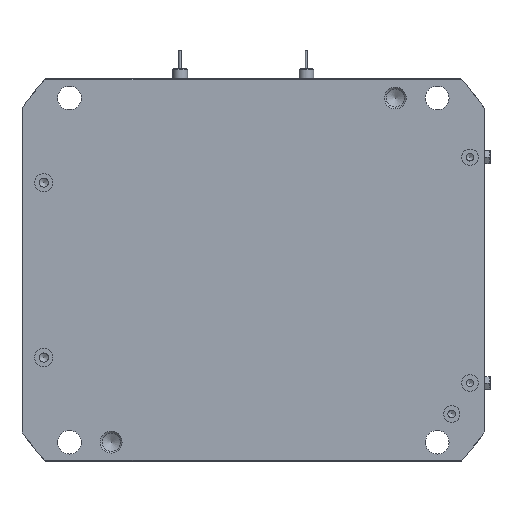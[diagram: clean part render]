
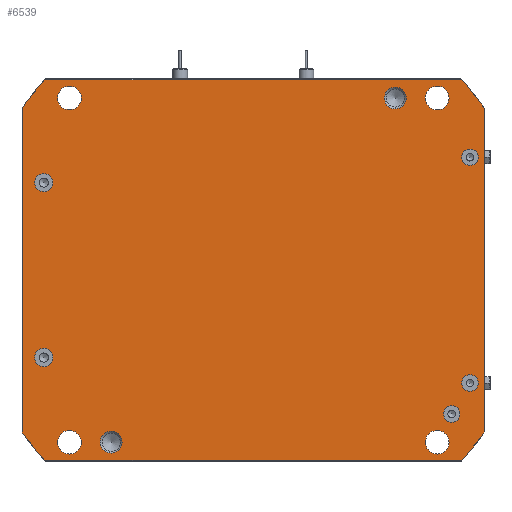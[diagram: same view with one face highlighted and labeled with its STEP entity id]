
A CAD part, front view. The second image highlights one B-rep face of the part: STEP entity #6539.
In plain terms, the highlighted planar face has unit normal (0, -1, 0).
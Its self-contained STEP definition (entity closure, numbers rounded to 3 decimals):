
#5553=CARTESIAN_POINT('',(-78.,0.0,-100.5));
#5554=VERTEX_POINT('',#5553);
#5555=CARTESIAN_POINT('',(-78.,0.0,-94.5));
#5556=DIRECTION('',(0.0,-1.0,0.0));
#5557=DIRECTION('',(0.0,0.0,-1.0));
#5558=AXIS2_PLACEMENT_3D('',#5555,#5556,#5557);
#5559=CIRCLE('',#5558,6.);
#5560=EDGE_CURVE('',#5554,#5554,#5559,.T.);
#5610=CARTESIAN_POINT('',(78.,0.0,88.5));
#5611=VERTEX_POINT('',#5610);
#5612=CARTESIAN_POINT('',(78.,0.0,94.5));
#5613=DIRECTION('',(0.0,-1.0,0.0));
#5614=DIRECTION('',(0.0,0.0,-1.0));
#5615=AXIS2_PLACEMENT_3D('',#5612,#5613,#5614);
#5616=CIRCLE('',#5615,6.);
#5617=EDGE_CURVE('',#5611,#5611,#5616,.T.);
#5667=CARTESIAN_POINT('',(109.,0.0,-83.5));
#5668=VERTEX_POINT('',#5667);
#5669=CARTESIAN_POINT('',(109.,0.0,-79.));
#5670=DIRECTION('',(0.0,-1.0,0.0));
#5671=DIRECTION('',(0.0,0.0,-1.0));
#5672=AXIS2_PLACEMENT_3D('',#5669,#5670,#5671);
#5673=CIRCLE('',#5672,4.5);
#5674=EDGE_CURVE('',#5668,#5668,#5673,.T.);
#5695=CARTESIAN_POINT('',(119.,0.0,-66.5));
#5696=VERTEX_POINT('',#5695);
#5697=CARTESIAN_POINT('',(119.,0.0,-62.));
#5698=DIRECTION('',(0.0,-1.0,0.0));
#5699=DIRECTION('',(0.0,0.0,-1.0));
#5700=AXIS2_PLACEMENT_3D('',#5697,#5698,#5699);
#5701=CIRCLE('',#5700,4.5);
#5702=EDGE_CURVE('',#5696,#5696,#5701,.T.);
#5723=CARTESIAN_POINT('',(119.,0.0,57.5));
#5724=VERTEX_POINT('',#5723);
#5725=CARTESIAN_POINT('',(119.,0.0,62.));
#5726=DIRECTION('',(0.0,-1.0,0.0));
#5727=DIRECTION('',(0.0,0.0,-1.0));
#5728=AXIS2_PLACEMENT_3D('',#5725,#5726,#5727);
#5729=CIRCLE('',#5728,4.5);
#5730=EDGE_CURVE('',#5724,#5724,#5729,.T.);
#5751=CARTESIAN_POINT('',(-115.,0.0,-53.));
#5752=VERTEX_POINT('',#5751);
#5753=CARTESIAN_POINT('',(-115.,0.0,-48.));
#5754=DIRECTION('',(0.0,-1.0,0.0));
#5755=DIRECTION('',(0.0,0.0,-1.0));
#5756=AXIS2_PLACEMENT_3D('',#5753,#5754,#5755);
#5757=CIRCLE('',#5756,5.);
#5758=EDGE_CURVE('',#5752,#5752,#5757,.T.);
#5779=CARTESIAN_POINT('',(-115.,0.0,43.));
#5780=VERTEX_POINT('',#5779);
#5781=CARTESIAN_POINT('',(-115.,0.0,48.));
#5782=DIRECTION('',(0.0,-1.0,0.0));
#5783=DIRECTION('',(0.0,0.0,-1.0));
#5784=AXIS2_PLACEMENT_3D('',#5781,#5782,#5783);
#5785=CIRCLE('',#5784,5.);
#5786=EDGE_CURVE('',#5780,#5780,#5785,.T.);
#5796=CARTESIAN_POINT('',(-101.,0.0,-88.));
#5797=VERTEX_POINT('',#5796);
#5798=CARTESIAN_POINT('',(-101.,0.0,-94.5));
#5799=DIRECTION('',(0.0,1.0,0.0));
#5800=DIRECTION('',(0.0,0.0,1.0));
#5801=AXIS2_PLACEMENT_3D('',#5798,#5799,#5800);
#5802=CIRCLE('',#5801,6.5);
#5803=EDGE_CURVE('',#5797,#5797,#5802,.T.);
#5824=CARTESIAN_POINT('',(101.,0.0,101.));
#5825=VERTEX_POINT('',#5824);
#5826=CARTESIAN_POINT('',(101.,0.0,94.5));
#5827=DIRECTION('',(0.0,1.0,0.0));
#5828=DIRECTION('',(0.0,0.0,1.0));
#5829=AXIS2_PLACEMENT_3D('',#5826,#5827,#5828);
#5830=CIRCLE('',#5829,6.5);
#5831=EDGE_CURVE('',#5825,#5825,#5830,.T.);
#5852=CARTESIAN_POINT('',(101.,0.0,-88.));
#5853=VERTEX_POINT('',#5852);
#5854=CARTESIAN_POINT('',(101.,0.0,-94.5));
#5855=DIRECTION('',(0.0,1.0,0.0));
#5856=DIRECTION('',(0.0,0.0,1.0));
#5857=AXIS2_PLACEMENT_3D('',#5854,#5855,#5856);
#5858=CIRCLE('',#5857,6.5);
#5859=EDGE_CURVE('',#5853,#5853,#5858,.T.);
#5880=CARTESIAN_POINT('',(-101.,0.0,101.));
#5881=VERTEX_POINT('',#5880);
#5882=CARTESIAN_POINT('',(-101.,0.0,94.5));
#5883=DIRECTION('',(0.0,1.0,0.0));
#5884=DIRECTION('',(0.0,0.0,1.0));
#5885=AXIS2_PLACEMENT_3D('',#5882,#5883,#5884);
#5886=CIRCLE('',#5885,6.5);
#5887=EDGE_CURVE('',#5881,#5881,#5886,.T.);
#6181=CARTESIAN_POINT('',(127.,0.0,88.859));
#6182=VERTEX_POINT('',#6181);
#6189=CARTESIAN_POINT('',(127.,0.0,-88.859));
#6190=VERTEX_POINT('',#6189);
#6191=CARTESIAN_POINT('',(127.,0.0,88.859));
#6192=DIRECTION('',(0.0,0.0,-1.0));
#6193=VECTOR('',#6192,177.719);
#6194=LINE('',#6191,#6193);
#6195=EDGE_CURVE('',#6182,#6190,#6194,.T.);
#6256=CARTESIAN_POINT('',(114.476,0.,-104.5));
#6257=VERTEX_POINT('',#6256);
#6258=CARTESIAN_POINT('',(0.0,0.0,0.0));
#6259=DIRECTION('',(0.0,1.0,0.0));
#6260=DIRECTION('',(0.0,0.0,1.0));
#6261=AXIS2_PLACEMENT_3D('',#6258,#6259,#6260);
#6262=CIRCLE('',#6261,155.0);
#6263=EDGE_CURVE('',#6190,#6257,#6262,.T.);
#6280=CARTESIAN_POINT('',(-127.,0.0,-88.859));
#6281=VERTEX_POINT('',#6280);
#6307=CARTESIAN_POINT('',(-114.476,0.,-104.5));
#6308=VERTEX_POINT('',#6307);
#6316=CARTESIAN_POINT('',(0.0,0.0,0.0));
#6317=DIRECTION('',(0.0,1.0,0.0));
#6318=DIRECTION('',(0.0,0.0,1.0));
#6319=AXIS2_PLACEMENT_3D('',#6316,#6317,#6318);
#6320=CIRCLE('',#6319,155.0);
#6321=EDGE_CURVE('',#6308,#6281,#6320,.T.);
#6349=CARTESIAN_POINT('',(114.476,0.0,104.5));
#6350=VERTEX_POINT('',#6349);
#6358=CARTESIAN_POINT('',(0.0,0.0,0.0));
#6359=DIRECTION('',(0.0,1.0,0.0));
#6360=DIRECTION('',(0.0,0.0,1.0));
#6361=AXIS2_PLACEMENT_3D('',#6358,#6359,#6360);
#6362=CIRCLE('',#6361,155.0);
#6363=EDGE_CURVE('',#6350,#6182,#6362,.T.);
#6392=CARTESIAN_POINT('',(-127.,0.0,88.859));
#6393=VERTEX_POINT('',#6392);
#6400=CARTESIAN_POINT('',(-114.476,0.0,104.5));
#6401=VERTEX_POINT('',#6400);
#6402=CARTESIAN_POINT('',(0.0,0.0,0.0));
#6403=DIRECTION('',(0.0,1.0,0.0));
#6404=DIRECTION('',(0.0,0.0,1.0));
#6405=AXIS2_PLACEMENT_3D('',#6402,#6403,#6404);
#6406=CIRCLE('',#6405,155.0);
#6407=EDGE_CURVE('',#6393,#6401,#6406,.T.);
#6472=CARTESIAN_POINT('',(114.476,0.0,104.5));
#6473=DIRECTION('',(-1.0,0.0,0.0));
#6474=VECTOR('',#6473,228.952);
#6475=LINE('',#6472,#6474);
#6476=EDGE_CURVE('',#6350,#6401,#6475,.T.);
#6481=CARTESIAN_POINT('',(127.,0.0,104.5));
#6482=DIRECTION('',(0.0,1.0,0.0));
#6483=DIRECTION('',(0.0,0.0,1.0));
#6484=AXIS2_PLACEMENT_3D('',#6481,#6482,#6483);
#6485=PLANE('',#6484);
#6486=ORIENTED_EDGE('',*,*,#6363,.F.);
#6487=ORIENTED_EDGE('',*,*,#6476,.T.);
#6488=ORIENTED_EDGE('',*,*,#6407,.F.);
#6489=CARTESIAN_POINT('',(-127.,0.0,88.859));
#6490=DIRECTION('',(0.0,0.0,-1.0));
#6491=VECTOR('',#6490,177.719);
#6492=LINE('',#6489,#6491);
#6493=EDGE_CURVE('',#6393,#6281,#6492,.T.);
#6494=ORIENTED_EDGE('',*,*,#6493,.T.);
#6495=ORIENTED_EDGE('',*,*,#6321,.F.);
#6496=CARTESIAN_POINT('',(114.476,0.0,-104.5));
#6497=DIRECTION('',(-1.0,0.0,0.0));
#6498=VECTOR('',#6497,228.952);
#6499=LINE('',#6496,#6498);
#6500=EDGE_CURVE('',#6257,#6308,#6499,.T.);
#6501=ORIENTED_EDGE('',*,*,#6500,.F.);
#6502=ORIENTED_EDGE('',*,*,#6263,.F.);
#6503=ORIENTED_EDGE('',*,*,#6195,.F.);
#6504=EDGE_LOOP('',(#6486,#6487,#6488,#6494,#6495,#6501,#6502,#6503));
#6505=FACE_OUTER_BOUND('',#6504,.T.);
#6506=ORIENTED_EDGE('',*,*,#5617,.F.);
#6507=EDGE_LOOP('',(#6506));
#6508=FACE_BOUND('',#6507,.T.);
#6509=ORIENTED_EDGE('',*,*,#5674,.F.);
#6510=EDGE_LOOP('',(#6509));
#6511=FACE_BOUND('',#6510,.T.);
#6512=ORIENTED_EDGE('',*,*,#5702,.F.);
#6513=EDGE_LOOP('',(#6512));
#6514=FACE_BOUND('',#6513,.T.);
#6515=ORIENTED_EDGE('',*,*,#5730,.F.);
#6516=EDGE_LOOP('',(#6515));
#6517=FACE_BOUND('',#6516,.T.);
#6518=ORIENTED_EDGE('',*,*,#5758,.F.);
#6519=EDGE_LOOP('',(#6518));
#6520=FACE_BOUND('',#6519,.T.);
#6521=ORIENTED_EDGE('',*,*,#5786,.F.);
#6522=EDGE_LOOP('',(#6521));
#6523=FACE_BOUND('',#6522,.T.);
#6524=ORIENTED_EDGE('',*,*,#5803,.T.);
#6525=EDGE_LOOP('',(#6524));
#6526=FACE_BOUND('',#6525,.T.);
#6527=ORIENTED_EDGE('',*,*,#5831,.T.);
#6528=EDGE_LOOP('',(#6527));
#6529=FACE_BOUND('',#6528,.T.);
#6530=ORIENTED_EDGE('',*,*,#5859,.T.);
#6531=EDGE_LOOP('',(#6530));
#6532=FACE_BOUND('',#6531,.T.);
#6533=ORIENTED_EDGE('',*,*,#5887,.T.);
#6534=EDGE_LOOP('',(#6533));
#6535=FACE_BOUND('',#6534,.T.);
#6536=ORIENTED_EDGE('',*,*,#5560,.F.);
#6537=EDGE_LOOP('',(#6536));
#6538=FACE_BOUND('',#6537,.T.);
#6539=ADVANCED_FACE('',(#6505,#6508,#6511,#6514,#6517,#6520,#6523,#6526,#6529,#6532,#6535,#6538),#6485,.F.);
